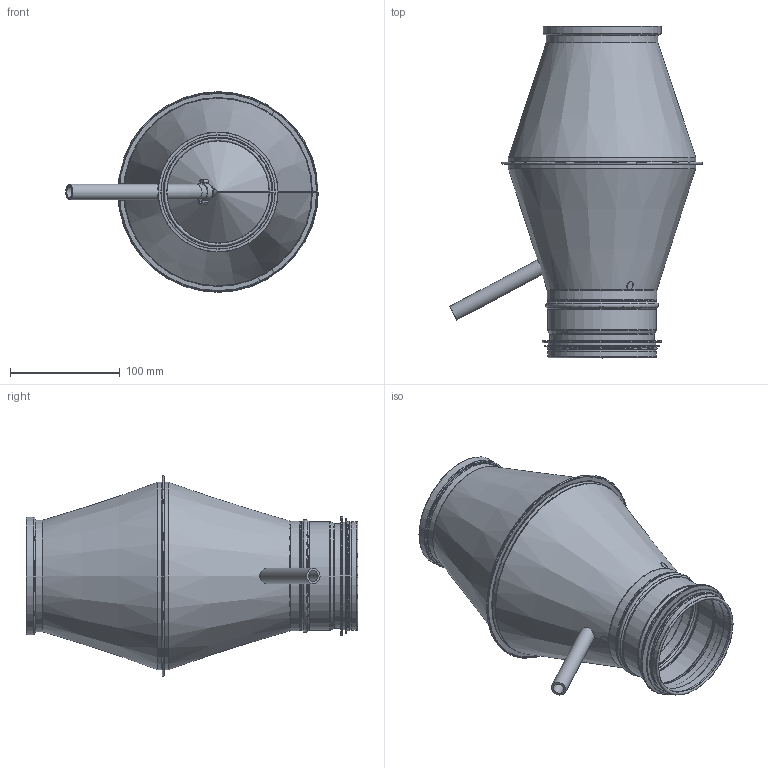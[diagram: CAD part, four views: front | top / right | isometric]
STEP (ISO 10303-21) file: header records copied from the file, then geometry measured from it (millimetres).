
FILE_DESCRIPTION(/* description */ ('Underdel HJH'),/* implementation_level */ '2;1');
FILE_NAME(/* name */ 'HJH-01.stp',/* time_stamp */ '2016-04-01T08:53:29+02:00',/* author */ ('CAD'),/* organization */ (''),/* preprocessor_version */ 'ST-DEVELOPER v15.6',/* originating_system */ 'Autodesk Inventor 2015',/* authorisation */ '');
FILE_SCHEMA (('AUTOMOTIVE_DESIGN { 1 0 10303 214 3 1 1 }'));
Length unit declared in the file: millimetre
Products named in the file (11): HJH-AA-01; HJH-AB-01; HJH-AC-01; HJH-AD-01; StosStödsickRörämne-100-2; 999003; StosStödsick-100-2; Slang-HJH-100; Slangklämma; BlindnitmutterM6; HJH-01
Bounding box: 230.77 x 303 x 183.19 mm (x, y, z)
Volume: 119787.8 mm3; surface area: 362887.1 mm2
Topology: 14 solids, 14 shells, 298 faces, 625 edges, 348 vertices
Faces by surface type: plane 139, cylinder 67, cone 46, torus 42, bspline 4
Full cylindrical faces by diameter (mm): 10 x3, 14 x2, 93.25 x1, 94.25 x1, 95.45 x1, 98.05 x6, 99.05 x4, 100.25 x1, 100.5 x1, 101.7 x1, 104.45 x1, 106.5 x1, 107.7 x1, 109.45 x1, 170 x2, 171.2 x2, 172 x1, 180 x1
Entity records: 7909 total; most frequent: CARTESIAN_POINT 1676, DIRECTION 1340, ORIENTED_EDGE 1078, AXIS2_PLACEMENT_3D 540, EDGE_CURVE 539, VERTEX_POINT 311, EDGE_LOOP 300, FACE_OUTER_BOUND 264
